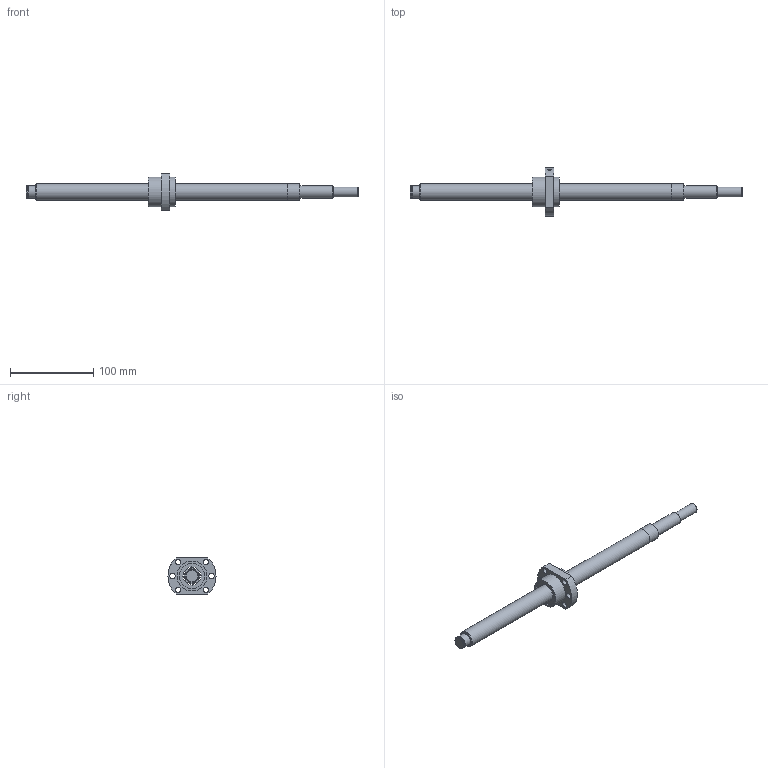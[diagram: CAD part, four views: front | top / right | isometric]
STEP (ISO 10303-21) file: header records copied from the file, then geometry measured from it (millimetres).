
FILE_DESCRIPTION(/* description */ ('STEP AP214'),/* implementation_level */ '2;1');
FILE_NAME(/* name */ 'C-BSSTAK2005-400-F30-P12',/* time_stamp */ '2024-02-01T09:46:04+01:00',/* author */ ('License CC BY-ND 4.0'),/* organization */ ('CADENAS'),/* preprocessor_version */ 'ST-DEVELOPER v19.3',/* originating_system */ 'PARTsolutions',/* authorisation */ ' ');
FILE_SCHEMA (('AUTOMOTIVE_DESIGN {1 0 10303 214 3 1 1}'));
Length unit declared in the file: millimetre
Products named in the file (4): C-BSSTAK2005-400-F30-P12; C-BSSTAK2005-400-F30-P12_s; C-BSSTAK2005_n; C-BSSTAK2005_c
Assembly tree (3 placements, depth 2):
  C-BSSTAK2005-400-F30-P12
    C-BSSTAK2005-400-F30-P12_s
    C-BSSTAK2005_n
    C-BSSTAK2005_c
Bounding box: 400 x 58 x 44 mm (x, y, z)
Volume: 142656.6 mm3; surface area: 37376.9 mm2
Topology: 3 solids, 3 shells, 49 faces, 94 edges, 61 vertices
Faces by surface type: cylinder 23, plane 18, cone 6, torus 2
Full cylindrical faces by diameter (mm): 3.2 x1, 4.917 x1, 6.6 x6, 12 x1, 14.3 x1, 15 x4, 20 x2, 22 x1, 30.5 x2, 36 x2
Entity records: 1241 total; most frequent: DIRECTION 218, CARTESIAN_POINT 193, ORIENTED_EDGE 124, EDGE_LOOP 106, FACE_BOUND 106, AXIS2_PLACEMENT_3D 105, EDGE_CURVE 62, VERTEX_POINT 58
